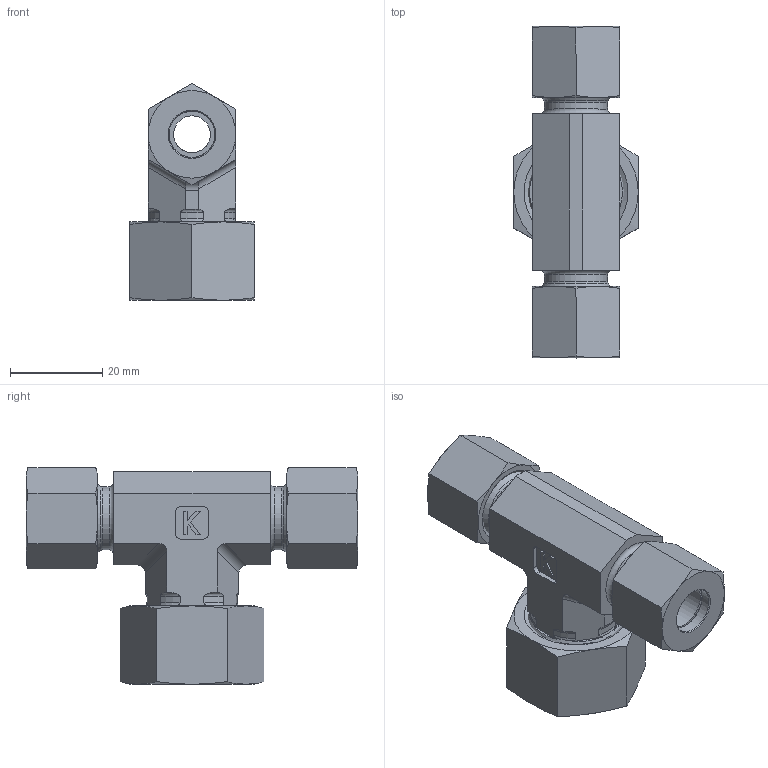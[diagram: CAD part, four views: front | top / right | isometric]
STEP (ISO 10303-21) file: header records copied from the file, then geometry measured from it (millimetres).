
FILE_DESCRIPTION((''),'2;1');
FILE_NAME('384101015.stp','2014-08-15T15:19:26',(''),('KNOMI spol. s r. o.'),'Autodesk Inventor 2012','Autodesk Inventor 2012','');
FILE_SCHEMA(('AUTOMOTIVE_DESIGN { 1 2 10303 214 0 1 1 1 }'));
Length unit declared in the file: millimetre
Products named in the file (6): TS2K 10/10/15L M16/M16/M22; 374 101015; 40110; 3911016; 40115; 3911522
Assembly tree (7 placements, depth 2):
  TS2K 10/10/15L M16/M16/M22
    374 101015
    40110  x2
    3911016  x2
    40115
    3911522
Bounding box: 27 x 72 x 46.97 mm (x, y, z)
Volume: 26987.2 mm3; surface area: 17720.3 mm2
Topology: 7 solids, 7 shells, 211 faces, 520 edges, 337 vertices
Faces by surface type: plane 83, cone 68, cylinder 41, torus 19
Full cylindrical faces by diameter (mm): 8 x1, 10 x6, 12 x1, 12.3 x2, 13.7 x2, 14 x2, 14.376 x2, 15 x3, 16 x2, 17.3 x1, 20 x1, 20.376 x1, 22 x1
Entity records: 5426 total; most frequent: CARTESIAN_POINT 1225, DIRECTION 802, ORIENTED_EDGE 738, EDGE_CURVE 369, AXIS2_PLACEMENT_3D 328, VERTEX_POINT 259, EDGE_LOOP 244, STYLED_ITEM 189
